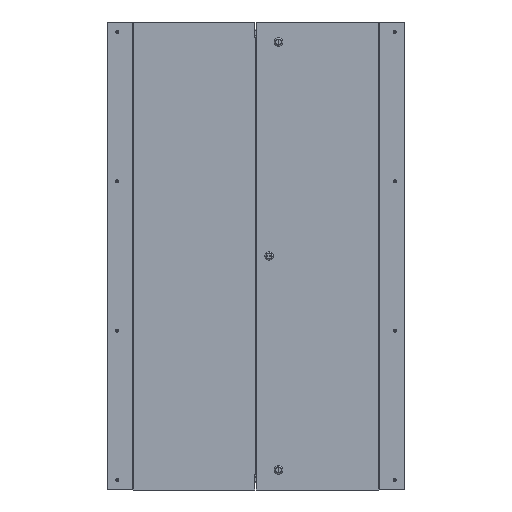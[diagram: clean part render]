
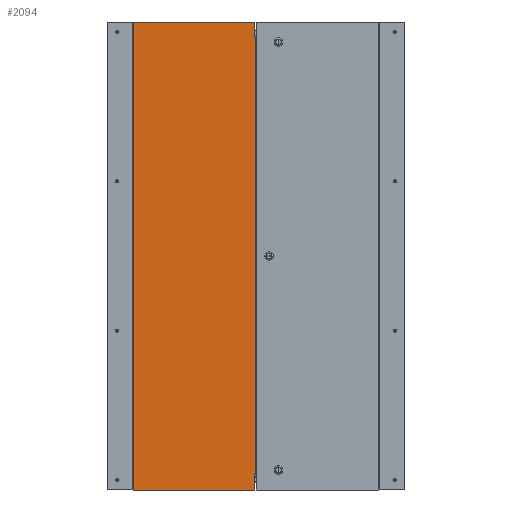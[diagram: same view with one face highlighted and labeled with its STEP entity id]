
A CAD part, front view. The second image highlights one B-rep face of the part: STEP entity #2094.
In plain terms, the highlighted planar face has unit normal (0, -1, 0).
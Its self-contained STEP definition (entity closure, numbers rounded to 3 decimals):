
#2094 = ADVANCED_FACE( '', ( #4086 ), #4087, .T. );
#4086 = FACE_OUTER_BOUND( '', #29709, .T. );
#4087 = PLANE( '', #29710 );
#29709 = EDGE_LOOP( '', ( #37998, #37999, #38000, #38001, #38002, #38003, #38004, #38005 ) );
#29710 = AXIS2_PLACEMENT_3D( '', #38006, #38007, #38008 );
#37998 = ORIENTED_EDGE( '', *, *, #39774, .F. );
#37999 = ORIENTED_EDGE( '', *, *, #40773, .T. );
#38000 = ORIENTED_EDGE( '', *, *, #40612, .F. );
#38001 = ORIENTED_EDGE( '', *, *, #40774, .F. );
#38002 = ORIENTED_EDGE( '', *, *, #39112, .T. );
#38003 = ORIENTED_EDGE( '', *, *, #40374, .T. );
#38004 = ORIENTED_EDGE( '', *, *, #39863, .T. );
#38005 = ORIENTED_EDGE( '', *, *, #40775, .F. );
#38006 = CARTESIAN_POINT( '', ( 0., 0., 0. ) );
#38007 = DIRECTION( '', ( 0., -1., 0. ) );
#38008 = DIRECTION( '', ( 0., 0., -1. ) );
#39112 = EDGE_CURVE( '', #41292, #41296, #41298, .T. );
#39774 = EDGE_CURVE( '', #42390, #42392, #42393, .T. );
#39863 = EDGE_CURVE( '', #42516, #42514, #42517, .T. );
#40374 = EDGE_CURVE( '', #41296, #42516, #43226, .T. );
#40612 = EDGE_CURVE( '', #43526, #43528, #43529, .T. );
#40773 = EDGE_CURVE( '', #42390, #43528, #43714, .T. );
#40774 = EDGE_CURVE( '', #41292, #43526, #43715, .T. );
#40775 = EDGE_CURVE( '', #42392, #42514, #43716, .T. );
#41292 = VERTEX_POINT( '', #44623 );
#41296 = VERTEX_POINT( '', #44629 );
#41298 = LINE( '', #44632, #44633 );
#42390 = VERTEX_POINT( '', #47080 );
#42392 = VERTEX_POINT( '', #47082 );
#42393 = LINE( '', #47083, #47084 );
#42514 = VERTEX_POINT( '', #47412 );
#42516 = VERTEX_POINT( '', #47415 );
#42517 = LINE( '', #47416, #47417 );
#43226 = LINE( '', #49057, #49058 );
#43526 = VERTEX_POINT( '', #49721 );
#43528 = VERTEX_POINT( '', #49724 );
#43529 = LINE( '', #49725, #49726 );
#43714 = LINE( '', #50157, #50158 );
#43715 = LINE( '', #50159, #50160 );
#43716 = LINE( '', #50161, #50162 );
#44623 = CARTESIAN_POINT( '', ( 156.375, 0., 628.65 ) );
#44629 = CARTESIAN_POINT( '', ( -170.65, 0., 628.65 ) );
#44632 = CARTESIAN_POINT( '', ( 170.65, 0., 628.65 ) );
#44633 = VECTOR( '', #50595, 1000. );
#47080 = CARTESIAN_POINT( '', ( 157.104, 0., -587.375 ) );
#47082 = CARTESIAN_POINT( '', ( 156.375, 0., -587.375 ) );
#47083 = CARTESIAN_POINT( '', ( 0., 0., -587.375 ) );
#47084 = VECTOR( '', #51336, 1000. );
#47412 = CARTESIAN_POINT( '', ( 156.375, 0., -628.65 ) );
#47415 = CARTESIAN_POINT( '', ( -170.65, 0., -628.65 ) );
#47416 = CARTESIAN_POINT( '', ( -170.65, 0., -628.65 ) );
#47417 = VECTOR( '', #51411, 1000. );
#49057 = CARTESIAN_POINT( '', ( -170.65, 0., 628.65 ) );
#49058 = VECTOR( '', #51868, 1000. );
#49721 = CARTESIAN_POINT( '', ( 156.375, 0., 587.375 ) );
#49724 = CARTESIAN_POINT( '', ( 157.104, 0., 587.375 ) );
#49725 = CARTESIAN_POINT( '', ( 0., 0., 587.375 ) );
#49726 = VECTOR( '', #52049, 1000. );
#50157 = CARTESIAN_POINT( '', ( 157.104, 0., -587.375 ) );
#50158 = VECTOR( '', #52154, 1000. );
#50159 = CARTESIAN_POINT( '', ( 156.375, 0., 0. ) );
#50160 = VECTOR( '', #52155, 1000. );
#50161 = CARTESIAN_POINT( '', ( 156.375, 0., 0. ) );
#50162 = VECTOR( '', #52156, 1000. );
#50595 = DIRECTION( '', ( -1., 0., 0. ) );
#51336 = DIRECTION( '', ( -1., 0., 0. ) );
#51411 = DIRECTION( '', ( 1., 0., 0. ) );
#51868 = DIRECTION( '', ( 0., 0., -1. ) );
#52049 = DIRECTION( '', ( 1., 0., 0. ) );
#52154 = DIRECTION( '', ( 0., 0., 1. ) );
#52155 = DIRECTION( '', ( 0., 0., -1. ) );
#52156 = DIRECTION( '', ( 0., 0., -1. ) );
